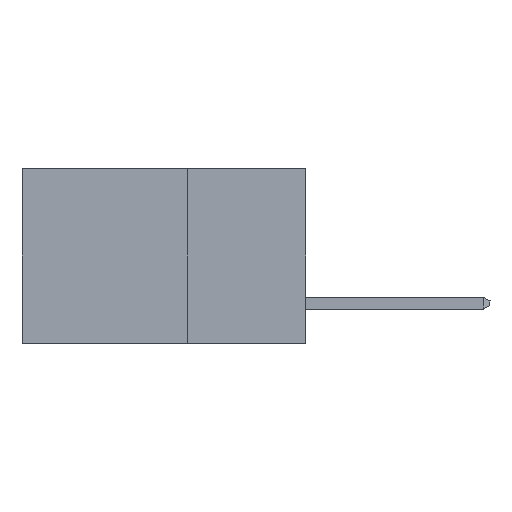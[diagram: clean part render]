
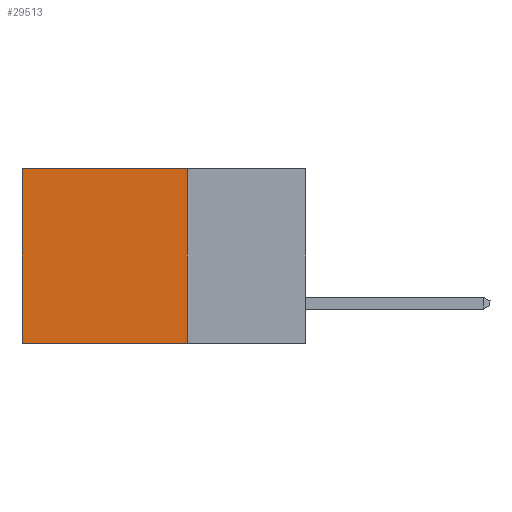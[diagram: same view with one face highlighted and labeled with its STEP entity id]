
A CAD part, left-side view. The second image highlights one B-rep face of the part: STEP entity #29513.
In plain terms, the highlighted planar face has unit normal (-1, 0, 0).
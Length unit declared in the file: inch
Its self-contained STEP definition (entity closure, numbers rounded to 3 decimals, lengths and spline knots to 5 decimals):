
#59 = CARTESIAN_POINT ( 'NONE',  ( 0.298, 0.25, -0.37 ) ) ;
#1000 = EDGE_LOOP ( 'NONE', ( #13413, #29452, #25247, #2460 ) ) ;
#1171 = CARTESIAN_POINT ( 'NONE',  ( 0.298, 0.6, 0. ) ) ;
#1487 = FACE_OUTER_BOUND ( 'NONE', #1000, .T. ) ;
#1730 = CARTESIAN_POINT ( 'NONE',  ( 0.298, 0.25, 0. ) ) ;
#2460 = ORIENTED_EDGE ( 'NONE', *, *, #6537, .T. ) ;
#3153 = CARTESIAN_POINT ( 'NONE',  ( 0.298, 0.25, -0.37 ) ) ;
#3660 = EDGE_CURVE ( 'NONE', #15900, #18417, #13509, .T. ) ;
#3807 = AXIS2_PLACEMENT_3D ( 'NONE', #26853, #22167, #19789 ) ;
#4079 = VECTOR ( 'NONE', #11941, 39.37008 ) ;
#5005 = VECTOR ( 'NONE', #16454, 39.37008 ) ;
#6121 = DIRECTION ( 'NONE',  ( 0., 0., -1. ) ) ;
#6537 = EDGE_CURVE ( 'NONE', #11570, #15900, #29701, .T. ) ;
#8089 = VERTEX_POINT ( 'NONE', #3153 ) ;
#11570 = VERTEX_POINT ( 'NONE', #25875 ) ;
#11941 = DIRECTION ( 'NONE',  ( 0., 1., 0. ) ) ;
#12371 = CARTESIAN_POINT ( 'NONE',  ( 0.298, 0.6, 0. ) ) ;
#13413 = ORIENTED_EDGE ( 'NONE', *, *, #3660, .T. ) ;
#13509 = LINE ( 'NONE', #12371, #25024 ) ;
#14039 = LINE ( 'NONE', #59, #4079 ) ;
#15900 = VERTEX_POINT ( 'NONE', #1171 ) ;
#16454 = DIRECTION ( 'NONE',  ( 0., 0., -1. ) ) ;
#18417 = VERTEX_POINT ( 'NONE', #20462 ) ;
#19789 = DIRECTION ( 'NONE',  ( 0., 0., -1. ) ) ;
#19899 = EDGE_CURVE ( 'NONE', #8089, #18417, #14039, .T. ) ;
#20280 = DIRECTION ( 'NONE',  ( 0., 1., 0. ) ) ;
#20462 = CARTESIAN_POINT ( 'NONE',  ( 0.298, 0.6, -0.37 ) ) ;
#22167 = DIRECTION ( 'NONE',  ( 1., 0., 0. ) ) ;
#23092 = EDGE_CURVE ( 'NONE', #11570, #8089, #24215, .T. ) ;
#24215 = LINE ( 'NONE', #30421, #5005 ) ;
#24587 = VECTOR ( 'NONE', #20280, 39.37008 ) ;
#25024 = VECTOR ( 'NONE', #6121, 39.37008 ) ;
#25247 = ORIENTED_EDGE ( 'NONE', *, *, #23092, .F. ) ;
#25875 = CARTESIAN_POINT ( 'NONE',  ( 0.298, 0.25, 0. ) ) ;
#26853 = CARTESIAN_POINT ( 'NONE',  ( 0.298, 0.25, 0. ) ) ;
#26952 = PLANE ( 'NONE',  #3807 ) ;
#29452 = ORIENTED_EDGE ( 'NONE', *, *, #19899, .F. ) ;
#29513 = ADVANCED_FACE ( 'NONE', ( #1487 ), #26952, .F. ) ;
#29701 = LINE ( 'NONE', #1730, #24587 ) ;
#30421 = CARTESIAN_POINT ( 'NONE',  ( 0.298, 0.25, 0. ) ) ;
